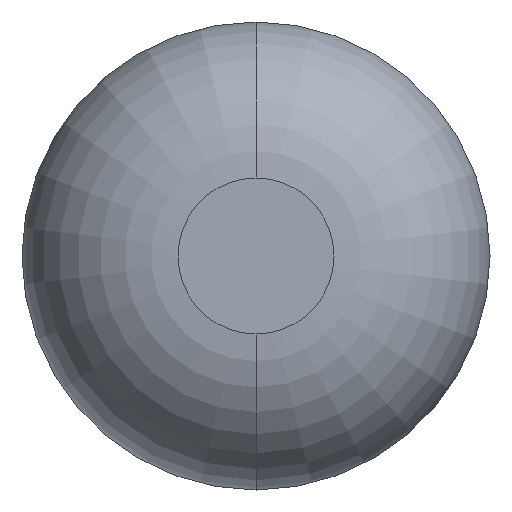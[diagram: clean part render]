
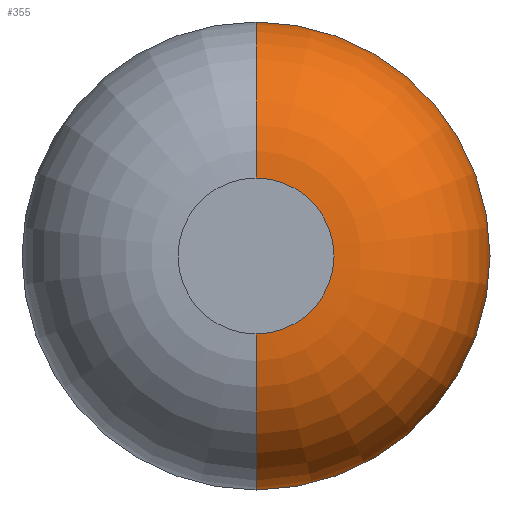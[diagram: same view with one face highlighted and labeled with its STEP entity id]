
A CAD part, front view. The second image highlights one B-rep face of the part: STEP entity #355.
In plain terms, the highlighted toroidal (fillet/blend) face has major radius 1.587 mm and minor radius 3.175 mm.
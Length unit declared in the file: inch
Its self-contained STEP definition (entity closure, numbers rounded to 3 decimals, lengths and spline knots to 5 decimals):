
#5 = EDGE_CURVE ( 'NONE', #212, #82, #165, .T. ) ;
#11 = DIRECTION ( 'NONE',  ( 0., -1., 0. ) ) ;
#17 = AXIS2_PLACEMENT_3D ( 'NONE', #309, #207, #393 ) ;
#40 = AXIS2_PLACEMENT_3D ( 'NONE', #368, #377, #188 ) ;
#50 = EDGE_CURVE ( 'NONE', #265, #149, #214, .T. ) ;
#77 = DIRECTION ( 'NONE',  ( 0., -1., 0. ) ) ;
#82 = VERTEX_POINT ( 'NONE', #375 ) ;
#87 = EDGE_LOOP ( 'NONE', ( #119, #339, #210, #308 ) ) ;
#108 = AXIS2_PLACEMENT_3D ( 'NONE', #382, #11, #170 ) ;
#118 = DIRECTION ( 'NONE',  ( 0., 0., -1. ) ) ;
#119 = ORIENTED_EDGE ( 'NONE', *, *, #263, .T. ) ;
#149 = VERTEX_POINT ( 'NONE', #352 ) ;
#150 = DIRECTION ( 'NONE',  ( 0., -1., 0. ) ) ;
#165 = CIRCLE ( 'NONE', #17, 0.125 ) ;
#170 = DIRECTION ( 'NONE',  ( 0., 0., -1. ) ) ;
#188 = DIRECTION ( 'NONE',  ( 0., 0., 1. ) ) ;
#196 = CIRCLE ( 'NONE', #223, 0.1875 ) ;
#198 = CARTESIAN_POINT ( 'NONE',  ( 0., 0.125, 0.1875 ) ) ;
#199 = DIRECTION ( 'NONE',  ( 0., 0., -1. ) ) ;
#202 = AXIS2_PLACEMENT_3D ( 'NONE', #334, #150, #118 ) ;
#203 = CARTESIAN_POINT ( 'NONE',  ( 0., 0.125, -0.1875 ) ) ;
#207 = DIRECTION ( 'NONE',  ( 1., 0., 0. ) ) ;
#210 = ORIENTED_EDGE ( 'NONE', *, *, #278, .F. ) ;
#212 = VERTEX_POINT ( 'NONE', #198 ) ;
#214 = CIRCLE ( 'NONE', #40, 0.125 ) ;
#223 = AXIS2_PLACEMENT_3D ( 'NONE', #381, #77, #199 ) ;
#230 = TOROIDAL_SURFACE ( 'NONE', #108, 0.0625, 0.125 ) ;
#248 = CIRCLE ( 'NONE', #202, 0.0625 ) ;
#263 = EDGE_CURVE ( 'NONE', #265, #212, #196, .T. ) ;
#265 = VERTEX_POINT ( 'NONE', #203 ) ;
#278 = EDGE_CURVE ( 'NONE', #149, #82, #248, .T. ) ;
#308 = ORIENTED_EDGE ( 'NONE', *, *, #50, .F. ) ;
#309 = CARTESIAN_POINT ( 'NONE',  ( 0., 0.125, 0.0625 ) ) ;
#334 = CARTESIAN_POINT ( 'NONE',  ( 0., 0., 0. ) ) ;
#339 = ORIENTED_EDGE ( 'NONE', *, *, #5, .T. ) ;
#352 = CARTESIAN_POINT ( 'NONE',  ( 0., 0., -0.0625 ) ) ;
#355 = ADVANCED_FACE ( 'NONE', ( #376 ), #230, .T. ) ;
#368 = CARTESIAN_POINT ( 'NONE',  ( 0., 0.125, -0.0625 ) ) ;
#375 = CARTESIAN_POINT ( 'NONE',  ( 0., 0., 0.0625 ) ) ;
#376 = FACE_OUTER_BOUND ( 'NONE', #87, .T. ) ;
#377 = DIRECTION ( 'NONE',  ( -1., 0., 0. ) ) ;
#381 = CARTESIAN_POINT ( 'NONE',  ( 0., 0.125, 0. ) ) ;
#382 = CARTESIAN_POINT ( 'NONE',  ( 0., 0.125, 0. ) ) ;
#393 = DIRECTION ( 'NONE',  ( 0., 0., -1. ) ) ;
